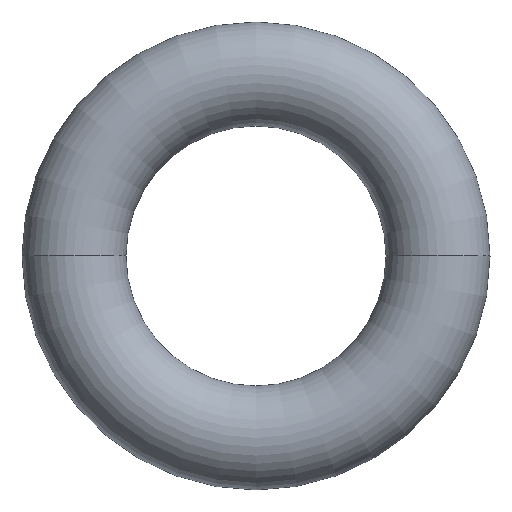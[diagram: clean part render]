
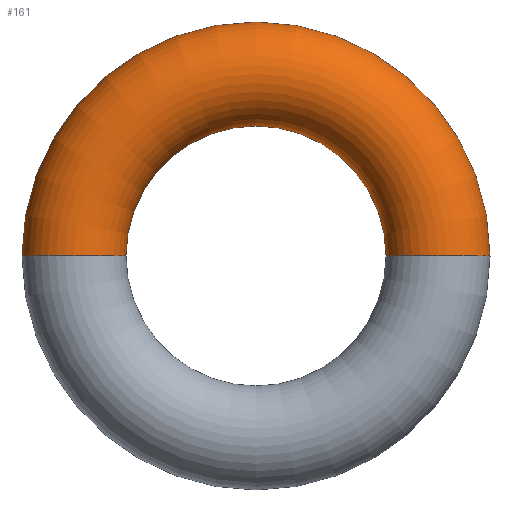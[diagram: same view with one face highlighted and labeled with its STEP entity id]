
A CAD part, top view. The second image highlights one B-rep face of the part: STEP entity #161.
In plain terms, the highlighted toroidal (fillet/blend) face has major radius 35 mm and minor radius 10 mm.
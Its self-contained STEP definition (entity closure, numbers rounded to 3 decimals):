
#6 = CARTESIAN_POINT ( 'NONE',  ( 0., 45., 0. ) ) ;
#7 = DIRECTION ( 'NONE',  ( 0., -1., 0. ) ) ;
#12 = CIRCLE ( 'NONE', #98, 10. ) ;
#17 = DIRECTION ( 'NONE',  ( 0., -1., 0. ) ) ;
#23 = DIRECTION ( 'NONE',  ( -1., 0., 0. ) ) ;
#25 = CARTESIAN_POINT ( 'NONE',  ( 0., 0., 0. ) ) ;
#34 = CARTESIAN_POINT ( 'NONE',  ( 0., -35., 0. ) ) ;
#44 = ORIENTED_EDGE ( 'NONE', *, *, #193, .F. ) ;
#45 = ORIENTED_EDGE ( 'NONE', *, *, #85, .T. ) ;
#54 = CIRCLE ( 'NONE', #165, 25. ) ;
#59 = VERTEX_POINT ( 'NONE', #92 ) ;
#63 = ORIENTED_EDGE ( 'NONE', *, *, #113, .F. ) ;
#75 = CARTESIAN_POINT ( 'NONE',  ( 0., 35., 0. ) ) ;
#82 = DIRECTION ( 'NONE',  ( 0., 0., 1. ) ) ;
#85 = EDGE_CURVE ( 'NONE', #108, #125, #187, .T. ) ;
#88 = TOROIDAL_SURFACE ( 'NONE', #141, 35., 10. ) ;
#92 = CARTESIAN_POINT ( 'NONE',  ( 0., 25., 0. ) ) ;
#95 = CARTESIAN_POINT ( 'NONE',  ( 0., 0., 0. ) ) ;
#96 = DIRECTION ( 'NONE',  ( 0., -1., 0. ) ) ;
#98 = AXIS2_PLACEMENT_3D ( 'NONE', #34, #23, #115 ) ;
#104 = AXIS2_PLACEMENT_3D ( 'NONE', #154, #182, #17 ) ;
#108 = VERTEX_POINT ( 'NONE', #6 ) ;
#113 = EDGE_CURVE ( 'NONE', #108, #59, #189, .T. ) ;
#115 = DIRECTION ( 'NONE',  ( 0., 0., -1. ) ) ;
#125 = VERTEX_POINT ( 'NONE', #128 ) ;
#128 = CARTESIAN_POINT ( 'NONE',  ( 0., -45., 0. ) ) ;
#135 = DIRECTION ( 'NONE',  ( 0., 1., 0. ) ) ;
#141 = AXIS2_PLACEMENT_3D ( 'NONE', #25, #82, #96 ) ;
#154 = CARTESIAN_POINT ( 'NONE',  ( 0., 0., 0. ) ) ;
#155 = VERTEX_POINT ( 'NONE', #173 ) ;
#156 = DIRECTION ( 'NONE',  ( 1., 0., 0. ) ) ;
#157 = AXIS2_PLACEMENT_3D ( 'NONE', #75, #156, #135 ) ;
#160 = DIRECTION ( 'NONE',  ( 0., 0., 1. ) ) ;
#161 = ADVANCED_FACE ( 'NONE', ( #185 ), #88, .T. ) ;
#163 = EDGE_CURVE ( 'NONE', #125, #155, #12, .T. ) ;
#165 = AXIS2_PLACEMENT_3D ( 'NONE', #95, #160, #7 ) ;
#168 = ORIENTED_EDGE ( 'NONE', *, *, #163, .T. ) ;
#173 = CARTESIAN_POINT ( 'NONE',  ( 0., -25., 0. ) ) ;
#182 = DIRECTION ( 'NONE',  ( 0., 0., 1. ) ) ;
#183 = EDGE_LOOP ( 'NONE', ( #63, #45, #168, #44 ) ) ;
#185 = FACE_OUTER_BOUND ( 'NONE', #183, .T. ) ;
#187 = CIRCLE ( 'NONE', #104, 45. ) ;
#189 = CIRCLE ( 'NONE', #157, 10. ) ;
#193 = EDGE_CURVE ( 'NONE', #59, #155, #54, .T. ) ;
